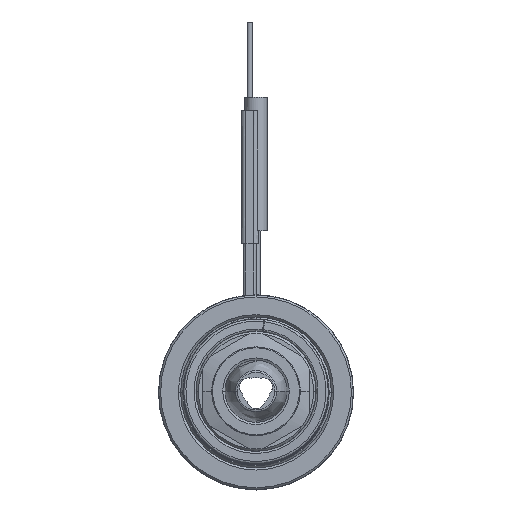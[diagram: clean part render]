
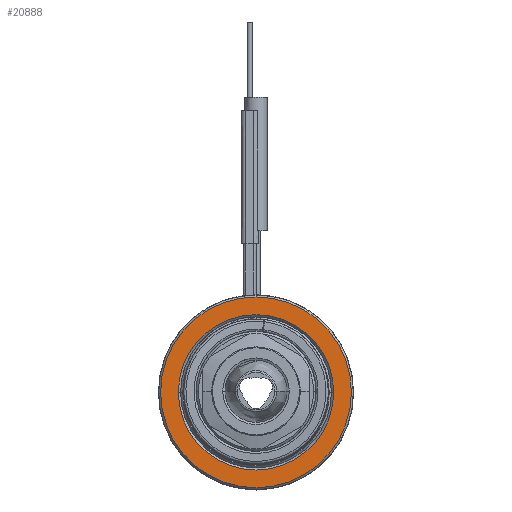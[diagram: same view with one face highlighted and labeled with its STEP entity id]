
A CAD part, top view. The second image highlights one B-rep face of the part: STEP entity #20888.
In plain terms, the highlighted planar face has unit normal (0, 0, 1).
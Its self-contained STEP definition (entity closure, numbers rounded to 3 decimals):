
#7702=CARTESIAN_POINT('',(0.,0.,40.));
#7703=DIRECTION('',(0.,0.,-1.));
#7704=DIRECTION('',(-1.,0.,0.));
#7705=AXIS2_PLACEMENT_3D('',#7702,#7703,#7704);
#7716=CARTESIAN_POINT('',(0.,0.,
40.));
#7717=DIRECTION('',(0.,0.,-1.));
#7718=DIRECTION('',(1.,0.,0.));
#7719=AXIS2_PLACEMENT_3D('',#7716,#7717,#7718);
#7730=CARTESIAN_POINT('',(0.,0.,
40.));
#7731=DIRECTION('',(0.,0.,-1.));
#7732=DIRECTION('',(1.,0.,0.));
#7733=AXIS2_PLACEMENT_3D('',#7730,#7731,#7732);
#7744=CARTESIAN_POINT('',(0.,0.,
40.));
#7745=DIRECTION('',(0.,0.,-1.));
#7746=DIRECTION('',(-1.,0.,0.));
#7747=AXIS2_PLACEMENT_3D('',#7744,#7745,#7746);
#7936=CARTESIAN_POINT('',(21.5,0.,40.));
#7937=CARTESIAN_POINT('',(-21.5,0.,40.));
#7938=VERTEX_POINT('',#7936);
#7939=VERTEX_POINT('',#7937);
#7940=CARTESIAN_POINT('',(17.5,0.,40.));
#7941=CARTESIAN_POINT('',(-17.5,0.,40.));
#7942=VERTEX_POINT('',#7940);
#7943=VERTEX_POINT('',#7941);
#20873=CARTESIAN_POINT('',(0.,0.,40.));
#20874=DIRECTION('',(0.,0.,1.));
#20875=DIRECTION('',(-1.,0.,0.));
#20876=AXIS2_PLACEMENT_3D('',#20873,#20874,#20875);
#20877=PLANE('',#20876);
#20878=ORIENTED_EDGE('',*,*,#20855,.T.);
#20879=ORIENTED_EDGE('',*,*,#20840,.T.);
#20880=EDGE_LOOP('',(#20878,#20879));
#20881=FACE_OUTER_BOUND('',#20880,.F.);
#20883=ORIENTED_EDGE('',*,*,#20882,.F.);
#20885=ORIENTED_EDGE('',*,*,#20884,.F.);
#20886=EDGE_LOOP('',(#20883,#20885));
#20887=FACE_BOUND('',#20886,.F.);
#7706=CIRCLE('',#7705,21.5);
#7720=CIRCLE('',#7719,21.5);
#7734=CIRCLE('',#7733,17.5);
#7748=CIRCLE('',#7747,17.5);
#20840=EDGE_CURVE('',#7939,#7938,#7706,.T.);
#20855=EDGE_CURVE('',#7938,#7939,#7720,.T.);
#20882=EDGE_CURVE('',#7942,#7943,#7734,.T.);
#20884=EDGE_CURVE('',#7943,#7942,#7748,.T.);
#20888=ADVANCED_FACE('',(#20881,#20887),#20877,.T.);
